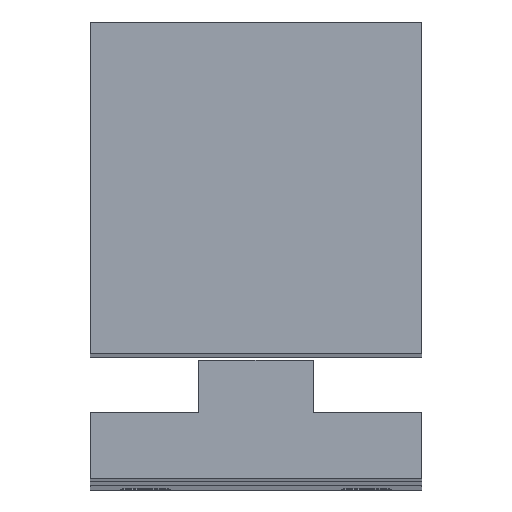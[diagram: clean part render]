
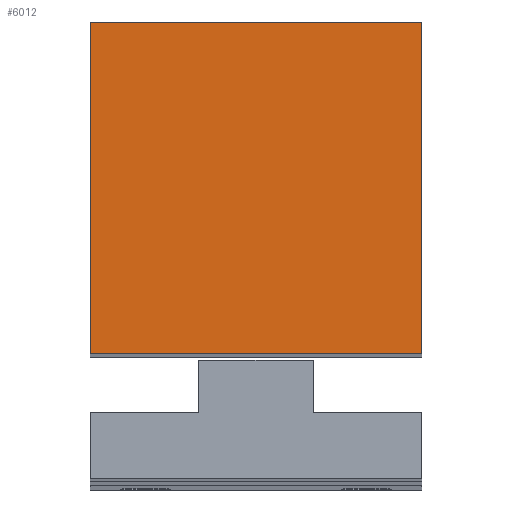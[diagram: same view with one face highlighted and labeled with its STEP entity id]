
A CAD part, top view. The second image highlights one B-rep face of the part: STEP entity #6012.
In plain terms, the highlighted planar face has unit normal (0, 0, 1).
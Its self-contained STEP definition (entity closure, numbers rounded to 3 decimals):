
#23 = EDGE_CURVE ( 'NONE', #2649, #447, #3493, .T. ) ;
#59 = VECTOR ( 'NONE', #737, 1000. ) ;
#200 = DIRECTION ( 'NONE',  ( 0., 1., 0. ) ) ;
#315 = VERTEX_POINT ( 'NONE', #4354 ) ;
#323 = CARTESIAN_POINT ( 'NONE',  ( 0., 0., 193. ) ) ;
#447 = VERTEX_POINT ( 'NONE', #4038 ) ;
#526 = DIRECTION ( 'NONE',  ( 0., -1., 0. ) ) ;
#641 = ORIENTED_EDGE ( 'NONE', *, *, #1379, .T. ) ;
#737 = DIRECTION ( 'NONE',  ( -1., 0., 0. ) ) ;
#936 = CARTESIAN_POINT ( 'NONE',  ( 0., 0., 193. ) ) ;
#1290 = VERTEX_POINT ( 'NONE', #4276 ) ;
#1303 = PLANE ( 'NONE',  #2124 ) ;
#1319 = VECTOR ( 'NONE', #200, 1000. ) ;
#1379 = EDGE_CURVE ( 'NONE', #1290, #2649, #5856, .T. ) ;
#1645 = EDGE_CURVE ( 'NONE', #447, #315, #5571, .T. ) ;
#1881 = FACE_OUTER_BOUND ( 'NONE', #3041, .T. ) ;
#1977 = CARTESIAN_POINT ( 'NONE',  ( 0., 0., 193. ) ) ;
#2124 = AXIS2_PLACEMENT_3D ( 'NONE', #6202, #5716, #3301 ) ;
#2649 = VERTEX_POINT ( 'NONE', #323 ) ;
#3041 = EDGE_LOOP ( 'NONE', ( #641, #6102, #5458, #3674 ) ) ;
#3117 = CARTESIAN_POINT ( 'NONE',  ( 30., 0., 193. ) ) ;
#3301 = DIRECTION ( 'NONE',  ( -1., 0., 0. ) ) ;
#3493 = LINE ( 'NONE', #1977, #4774 ) ;
#3674 = ORIENTED_EDGE ( 'NONE', *, *, #4260, .T. ) ;
#4038 = CARTESIAN_POINT ( 'NONE',  ( 30., 0., 193. ) ) ;
#4260 = EDGE_CURVE ( 'NONE', #315, #1290, #5591, .T. ) ;
#4276 = CARTESIAN_POINT ( 'NONE',  ( 0., 30., 193. ) ) ;
#4354 = CARTESIAN_POINT ( 'NONE',  ( 30., 30., 193. ) ) ;
#4623 = VECTOR ( 'NONE', #526, 1000. ) ;
#4774 = VECTOR ( 'NONE', #5424, 1000. ) ;
#5110 = CARTESIAN_POINT ( 'NONE',  ( 0., 30., 193. ) ) ;
#5424 = DIRECTION ( 'NONE',  ( 1., 0., 0. ) ) ;
#5458 = ORIENTED_EDGE ( 'NONE', *, *, #1645, .T. ) ;
#5571 = LINE ( 'NONE', #3117, #1319 ) ;
#5591 = LINE ( 'NONE', #5110, #59 ) ;
#5716 = DIRECTION ( 'NONE',  ( 0., 0., -1. ) ) ;
#5856 = LINE ( 'NONE', #936, #4623 ) ;
#6012 = ADVANCED_FACE ( 'NONE', ( #1881 ), #1303, .F. ) ;
#6102 = ORIENTED_EDGE ( 'NONE', *, *, #23, .T. ) ;
#6202 = CARTESIAN_POINT ( 'NONE',  ( 0., 0., 193. ) ) ;
